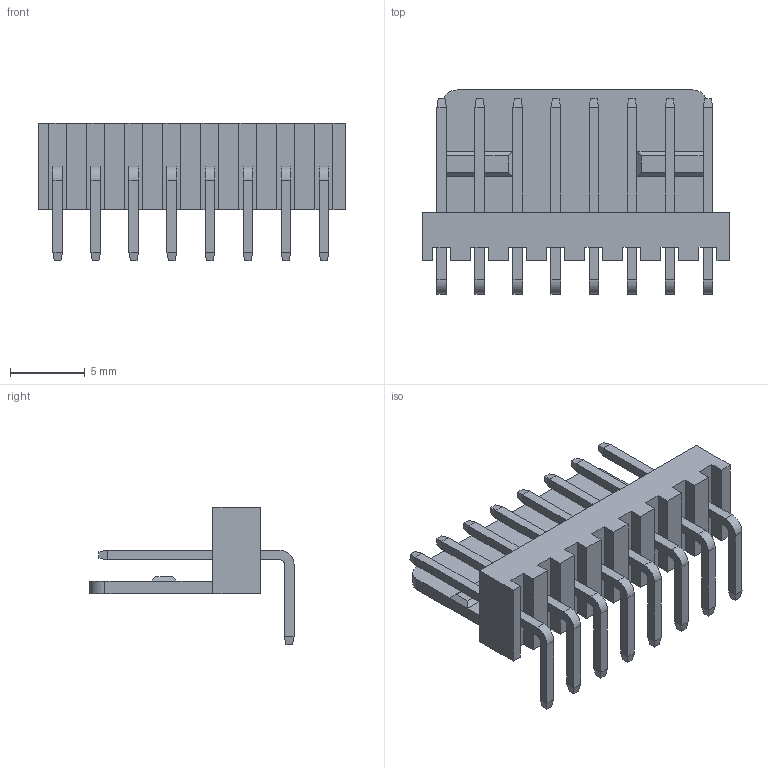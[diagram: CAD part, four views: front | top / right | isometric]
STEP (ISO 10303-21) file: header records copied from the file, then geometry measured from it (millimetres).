
FILE_DESCRIPTION (( 'STEP AP203' ), '1' );
FILE_NAME ('11634, SWR25X-NRTC-S08-RB-BA.STEP', '2015-05-20T02:57:32', ( '' ), ( '' ), 'SwSTEP 2.0', 'SolidWorks 2012', '' );
FILE_SCHEMA (( 'CONFIG_CONTROL_DESIGN' ));
Length unit declared in the file: millimetre
Products named in the file (1): 11634, SWR25X-NRTC-S08-RB-BA
Bounding box: 20.48 x 13.62 x 9.2 mm (x, y, z)
Volume: 510.1 mm3; surface area: 1128.4 mm2
Topology: 3 solids, 3 shells, 262 faces, 632 edges, 388 vertices
Faces by surface type: plane 244, cylinder 18
Entity records: 7453 total; most frequent: CARTESIAN_POINT 1283, ORIENTED_EDGE 1264, DIRECTION 1194, EDGE_CURVE 632, LINE 596, VECTOR 596, VERTEX_POINT 388, AXIS2_PLACEMENT_3D 299
